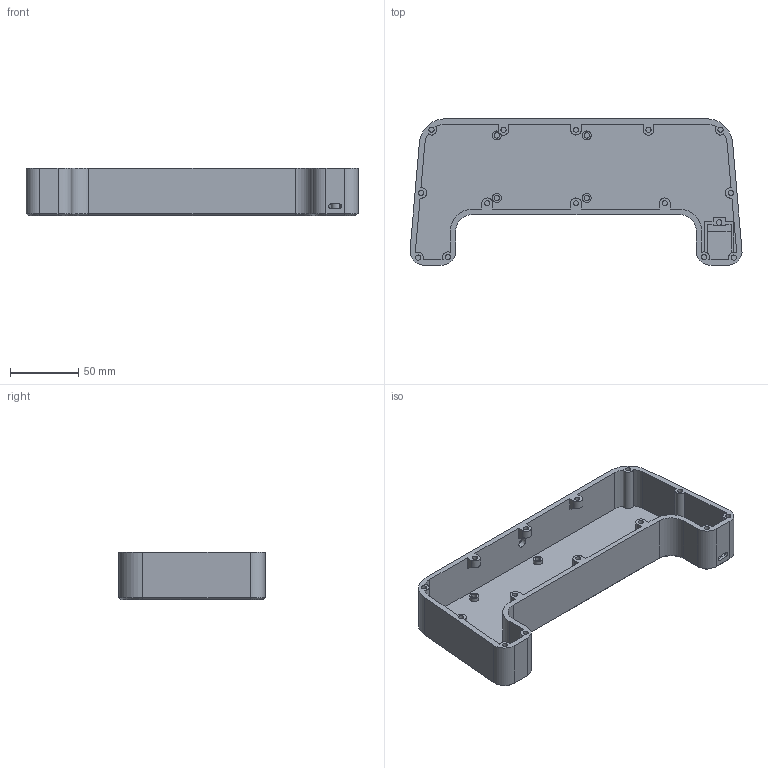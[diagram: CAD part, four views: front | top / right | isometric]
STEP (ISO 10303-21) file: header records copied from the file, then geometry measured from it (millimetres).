
FILE_DESCRIPTION(/* description */ (''),/* implementation_level */ '2;1');
FILE_NAME(/* name */ 'Pilot6axisV2.step',/* time_stamp */ '2024-02-11T15:01:53+01:00',/* author */ (''),/* organization */ (''),/* preprocessor_version */ 'ST-DEVELOPER v20',/* originating_system */ 'Autodesk Translation Framework v12.14.0.127',/* authorisation */ '');
FILE_SCHEMA (('AUTOMOTIVE_DESIGN { 1 0 10303 214 3 1 1 }'));
Length unit declared in the file: millimetre
Products named in the file (1): Pilot6axisV2
Bounding box: 242.83 x 107 x 35 mm (x, y, z)
Volume: 142274.5 mm3; surface area: 90367.3 mm2
Topology: 1 solids, 1 shells, 171 faces, 459 edges, 301 vertices
Faces by surface type: plane 96, cylinder 65, cone 8, bspline 2
Full cylindrical faces by diameter (mm): 3.8 x14, 4 x5, 6.5 x4, 7 x1
Entity records: 5620 total; most frequent: CARTESIAN_POINT 1124, DIRECTION 956, ORIENTED_EDGE 918, EDGE_CURVE 459, AXIS2_PLACEMENT_3D 335, VERTEX_POINT 301, LINE 286, VECTOR 286
